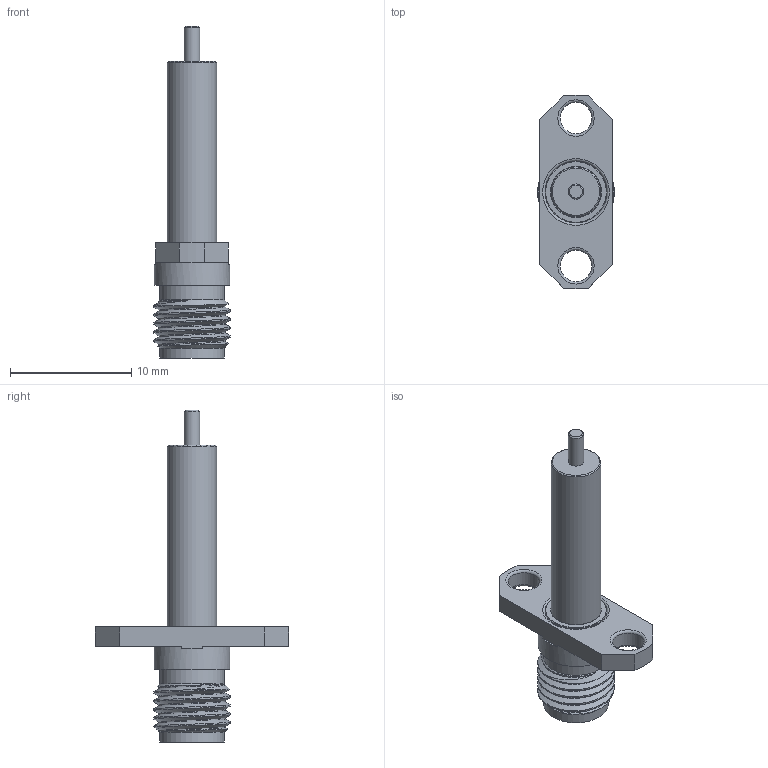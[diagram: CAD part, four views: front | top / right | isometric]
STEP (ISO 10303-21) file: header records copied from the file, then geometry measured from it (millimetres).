
FILE_DESCRIPTION(/* description */ ('Unknown'),/* implementation_level */ '2;1');
FILE_NAME(/* name */ '60312412114518',/* time_stamp */ '2018-09-19T16:20:14+02:00',/* author */ ('Unknown'),/* organization */ ('Unknown'),/* preprocessor_version */ 'ST-DEVELOPER v16.7',/* originating_system */ 'DEX',/* authorisation */ $);
FILE_SCHEMA (('AUTOMOTIVE_DESIGN {1 0 10303 214 3 1 1}'));
Length unit declared in the file: millimetre
Products named in the file (1): 60312412114518
Bounding box: 6.33 x 15.98 x 27.4 mm (x, y, z)
Volume: 494.2 mm3; surface area: 689.5 mm2
Topology: 1 solids, 3 shells, 63 faces, 151 edges, 99 vertices
Faces by surface type: plane 25, cylinder 20, torus 9, cone 7, bspline 2
Full cylindrical faces by diameter (mm): 1.27 x1, 2.6 x2, 4.1 x3, 4.95 x1, 5.1 x1, 5.101 x1, 5.35 x2, 6.24 x1
Entity records: 2726 total; most frequent: CARTESIAN_POINT 959, DIRECTION 286, ORIENTED_EDGE 224, AXIS2_PLACEMENT_3D 125, EDGE_CURVE 112, EDGE_LOOP 100, FACE_BOUND 100, VERTEX_POINT 86
